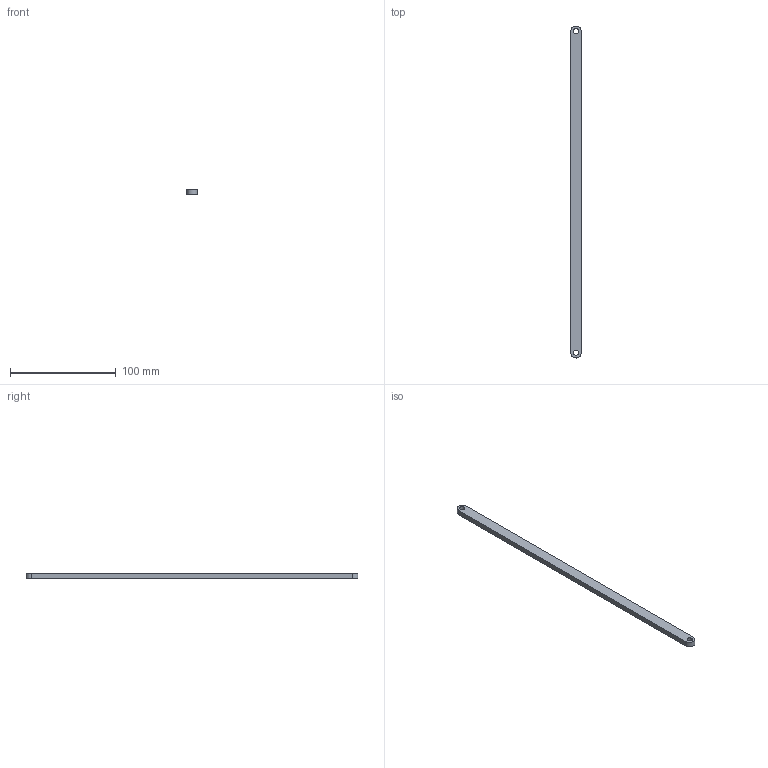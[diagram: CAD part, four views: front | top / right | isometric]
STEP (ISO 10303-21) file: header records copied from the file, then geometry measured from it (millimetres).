
FILE_DESCRIPTION (( 'STEP AP214' ), '1' );
FILE_NAME ('AB.STEP', '2022-12-10T14:59:21', ( '' ), ( '' ), 'SwSTEP 2.0', 'SolidWorks 2019', '' );
FILE_SCHEMA (( 'AUTOMOTIVE_DESIGN' ));
Length unit declared in the file: millimetre
Products named in the file (1): AB
Bounding box: 10 x 314.14 x 5 mm (x, y, z)
Volume: 15403.3 mm3; surface area: 9516.8 mm2
Topology: 1 solids, 1 shells, 10 faces, 24 edges, 16 vertices
Faces by surface type: cylinder 6, plane 4
Entity records: 342 total; most frequent: DIRECTION 58, CARTESIAN_POINT 51, ORIENTED_EDGE 48, EDGE_CURVE 24, AXIS2_PLACEMENT_3D 23, VERTEX_POINT 16, EDGE_LOOP 14, LINE 12
